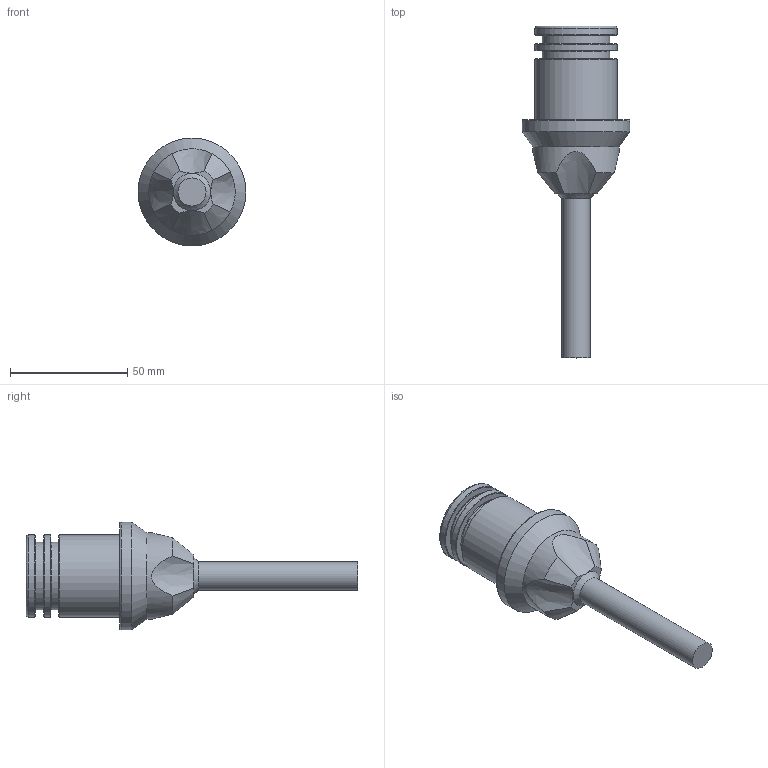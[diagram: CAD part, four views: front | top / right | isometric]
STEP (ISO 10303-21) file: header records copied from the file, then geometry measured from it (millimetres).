
FILE_DESCRIPTION(/* description */ (''),/* implementation_level */ '2;1');
FILE_NAME(/* name */ 'PISTON INVERSE.stp',/* time_stamp */ '2020-02-21T16:30:17+01:00',/* author */ ('PIERRE'),/* organization */ (''),/* preprocessor_version */ 'ST-DEVELOPER v16.13',/* originating_system */ 'Autodesk Inventor 2018',/* authorisation */ '');
FILE_SCHEMA (('AUTOMOTIVE_DESIGN { 1 0 10303 214 3 1 1 }'));
Length unit declared in the file: millimetre
Products named in the file (1): PISTON INVERSE EQUILIBRE
Bounding box: 46 x 141.55 x 46 mm (x, y, z)
Volume: 58810.1 mm3; surface area: 16922.8 mm2
Topology: 1 solids, 1 shells, 39 faces, 78 edges, 48 vertices
Faces by surface type: cone 14, cylinder 9, plane 9, bspline 4, torus 3
Full cylindrical faces by diameter (mm): 12 x1, 24 x1, 28.8 x2, 35 x3, 36.823 x1, 46 x1
Entity records: 1037 total; most frequent: CARTESIAN_POINT 296, DIRECTION 154, ORIENTED_EDGE 106, AXIS2_PLACEMENT_3D 77, EDGE_LOOP 68, EDGE_CURVE 53, VERTEX_POINT 45, FACE_OUTER_BOUND 39
